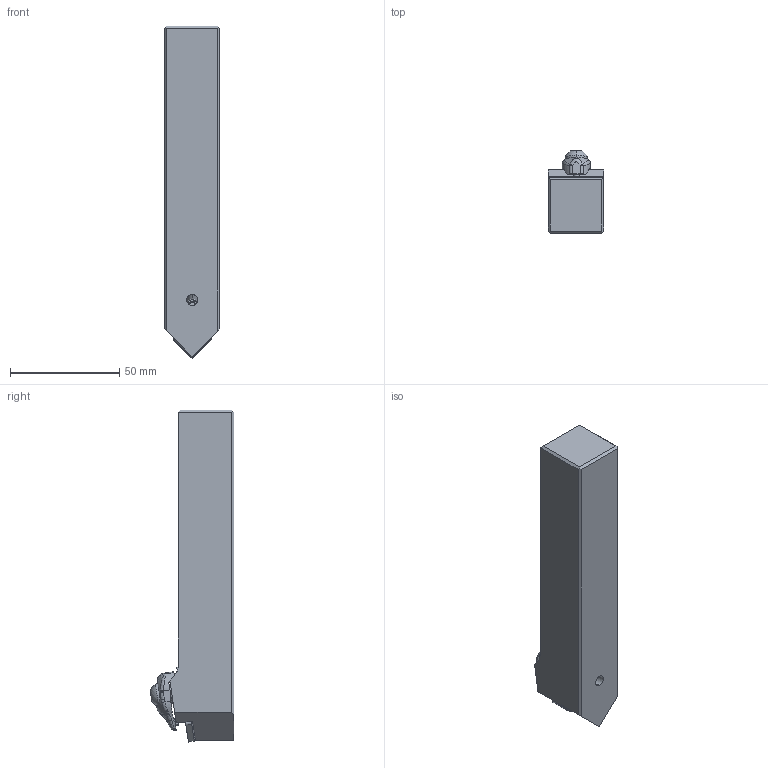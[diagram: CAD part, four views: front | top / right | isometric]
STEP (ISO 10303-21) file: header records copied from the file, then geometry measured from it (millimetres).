
FILE_DESCRIPTION(/* description */ (''),/* implementation_level */ '2;1');
FILE_NAME(/* name */ 'DSDNN-164.stp',/* time_stamp */ '2021-12-22T09:39:23+09:00',/* author */ (''),/* organization */ (''),/* preprocessor_version */ 'ST-DEVELOPER v16',/* originating_system */ 'SIEMENS PLM Software NX 10.0',/* authorisation */ '');
FILE_SCHEMA (('AUTOMOTIVE_DESIGN { 1 0 10303 214 3 1 1 1 }'));
Length unit declared in the file: millimetre
Products named in the file (1): DSDNN-164_ASM
Bounding box: 25.4 x 38.15 x 151.7 mm (x, y, z)
Volume: 94620.3 mm3; surface area: 19149.7 mm2
Topology: 6 solids, 6 shells, 250 faces, 675 edges, 437 vertices
Faces by surface type: cylinder 88, plane 65, bspline 61, cone 17, torus 15, sphere 4
Entity records: 11463 total; most frequent: CARTESIAN_POINT 5335, ORIENTED_EDGE 1334, DIRECTION 1168, EDGE_CURVE 667, AXIS2_PLACEMENT_3D 472, VERTEX_POINT 434, EDGE_LOOP 263, ADVANCED_FACE 250
